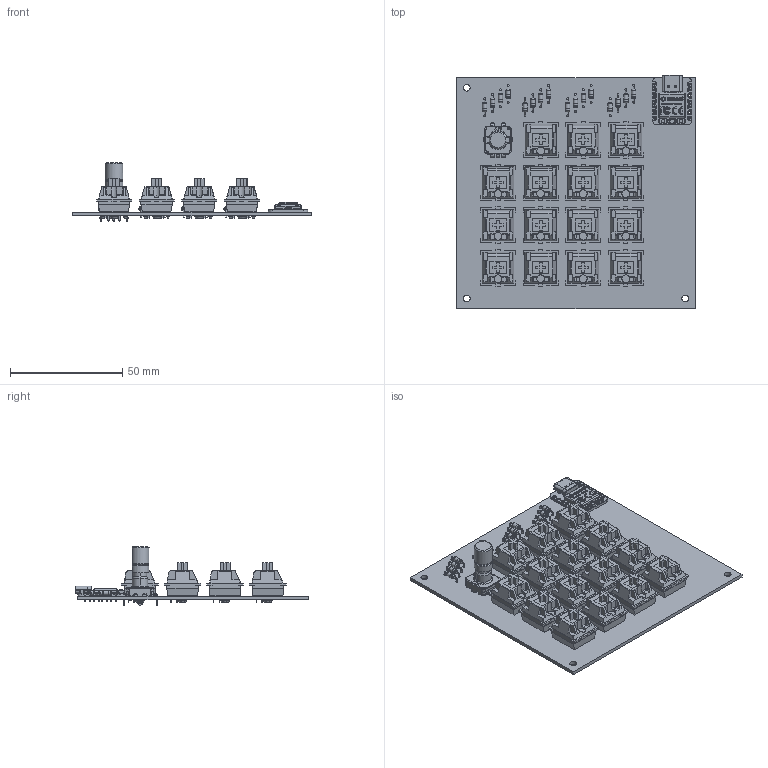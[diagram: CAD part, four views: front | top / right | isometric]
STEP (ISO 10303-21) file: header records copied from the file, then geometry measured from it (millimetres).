
FILE_DESCRIPTION(('KiCad electronic assembly'),'2;1');
FILE_NAME('hackpad.step','2025-02-13T19:04:03',('Pcbnew'),('Kicad'), 'Open CASCADE STEP processor 7.8','KiCad to STEP converter','Unknown' );
FILE_SCHEMA(('AUTOMOTIVE_DESIGN { 1 0 10303 214 1 1 1 1 }'));
Length unit declared in the file: millimetre
Products named in the file (10): hackpad 1; D_DO-35_SOD27_P7.62mm_Horizontal; cherryMX; cherry mx v28; Seeed Studio XIAO RP2040; Seeed Studio XIAO RP2040 v26; SW-TH_EC11G1534414; 69; _autosave-hackpad_PCB
Assembly tree (38 placements, depth 3):
  hackpad 1
    D_DO-35_SOD27_P7.62mm_Horizontal  x16
      D_DO-35_SOD27_P7.62mm_Horizontal
    cherryMX  x15
      cherry mx v28
    Seeed Studio XIAO RP2040
      Seeed Studio XIAO RP2040 v26
    SW-TH_EC11G1534414
      69
    _autosave-hackpad_PCB
Bounding box: 106.5 x 104.04 x 26 mm (x, y, z)
Volume: 45610.2 mm3; surface area: 53747.7 mm2
Topology: 240 solids, 240 shells, 4092 faces, 10177 edges, 6640 vertices
Faces by surface type: plane 2926, cylinder 791, bspline 195, torus 79, cone 61, sphere 40
Full cylindrical faces by diameter (mm): 0.4 x1, 0.5 x50, 0.8 x46, 0.889 x14, 1.1 x5, 1.5 x32, 1.6 x30, 1.7 x30, 2 x33, 2.02 x16, 2.1 x1, 3 x3, 3.85 x15, 4 x15
Entity records: 67972 total; most frequent: CARTESIAN_POINT 13727, ORIENTED_EDGE 10658, DIRECTION 9587, EDGE_CURVE 5329, LINE 3999, VECTOR 3999, VERTEX_POINT 3504, AXIS2_PLACEMENT_3D 2794
